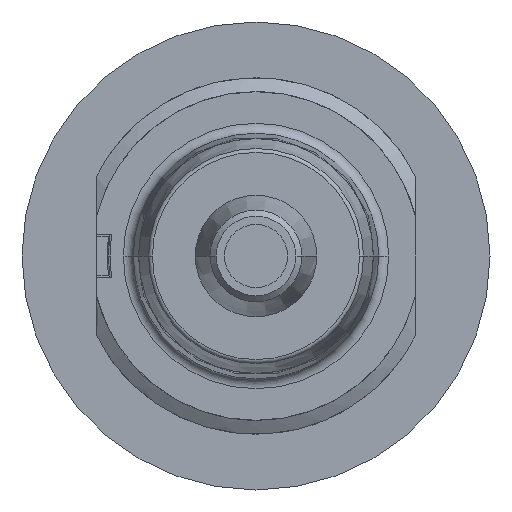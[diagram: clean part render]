
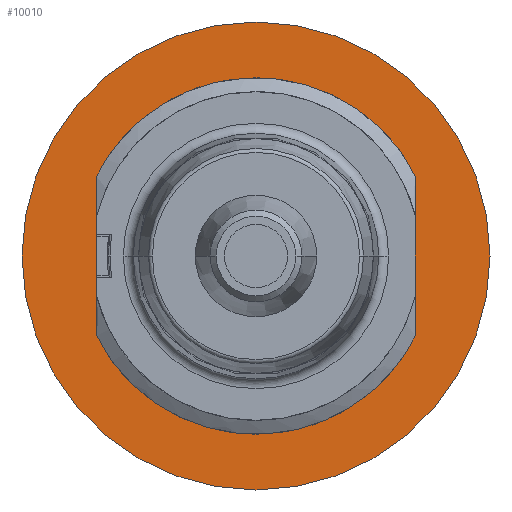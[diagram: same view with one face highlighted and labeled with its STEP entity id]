
A CAD part, front view. The second image highlights one B-rep face of the part: STEP entity #10010.
In plain terms, the highlighted planar face has unit normal (0, -1, 0).
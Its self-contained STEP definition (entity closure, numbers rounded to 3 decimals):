
#39=CARTESIAN_POINT('',(0.,-1.7,0.));
#40=DIRECTION('',(0.,-1.,0.));
#41=DIRECTION('',(-1.,0.,0.));
#42=AXIS2_PLACEMENT_3D('',#39,#40,#41);
#44=CARTESIAN_POINT('',(0.,-1.7,0.));
#45=DIRECTION('',(0.,1.,0.));
#46=DIRECTION('',(-1.,0.,0.));
#47=AXIS2_PLACEMENT_3D('',#44,#45,#46);
#49=DIRECTION('',(0.,0.,-1.));
#50=VECTOR('',#49,4.031);
#51=CARTESIAN_POINT('',(8.,-1.7,2.016));
#52=LINE('',#51,#50);
#53=DIRECTION('',(0.,0.,1.));
#54=VECTOR('',#53,4.031);
#55=CARTESIAN_POINT('',(-8.,-1.7,-2.016));
#56=LINE('',#55,#54);
#136=CARTESIAN_POINT('',(0.,-1.7,0.));
#137=DIRECTION('',(0.,1.,0.));
#138=DIRECTION('',(0.97,0.,-0.244));
#139=AXIS2_PLACEMENT_3D('',#136,#137,#138);
#5040=CARTESIAN_POINT('',(0.,-1.7,0.));
#5041=DIRECTION('',(0.,1.,0.));
#5042=DIRECTION('',(-0.97,0.,0.244));
#5043=AXIS2_PLACEMENT_3D('',#5040,#5041,#5042);
#9753=CARTESIAN_POINT('',(-11.75,-1.7,0.));
#9754=VERTEX_POINT('',#9753);
#9755=CARTESIAN_POINT('',(11.75,-1.7,0.));
#9756=VERTEX_POINT('',#9755);
#9758=CARTESIAN_POINT('',(8.,-1.7,-2.016));
#9759=CARTESIAN_POINT('',(-8.,-1.7,-2.016));
#9760=VERTEX_POINT('',#9758);
#9761=VERTEX_POINT('',#9759);
#9762=CARTESIAN_POINT('',(-8.,-1.7,2.016));
#9763=CARTESIAN_POINT('',(8.,-1.7,2.016));
#9764=VERTEX_POINT('',#9762);
#9765=VERTEX_POINT('',#9763);
#9991=CARTESIAN_POINT('',(0.,-1.7,0.));
#9992=DIRECTION('',(0.,-1.,0.));
#9993=DIRECTION('',(-1.,0.,0.));
#9994=AXIS2_PLACEMENT_3D('',#9991,#9992,#9993);
#9995=PLANE('',#9994);
#9996=ORIENTED_EDGE('',*,*,#9970,.F.);
#9997=ORIENTED_EDGE('',*,*,#9986,.T.);
#9998=EDGE_LOOP('',(#9996,#9997));
#9999=FACE_OUTER_BOUND('',#9998,.F.);
#10001=ORIENTED_EDGE('',*,*,#10000,.F.);
#10003=ORIENTED_EDGE('',*,*,#10002,.F.);
#10005=ORIENTED_EDGE('',*,*,#10004,.F.);
#10007=ORIENTED_EDGE('',*,*,#10006,.F.);
#10008=EDGE_LOOP('',(#10001,#10003,#10005,#10007));
#10009=FACE_BOUND('',#10008,.F.);
#10010=ADVANCED_FACE('',(#9999,#10009),#9995,.T.);
#43=CIRCLE('',#42,11.75);
#48=CIRCLE('',#47,11.75);
#140=CIRCLE('',#139,8.25);
#5044=CIRCLE('',#5043,8.25);
#9970=EDGE_CURVE('',#9754,#9756,#43,.T.);
#9986=EDGE_CURVE('',#9754,#9756,#48,.T.);
#10000=EDGE_CURVE('',#9760,#9761,#140,.T.);
#10002=EDGE_CURVE('',#9765,#9760,#52,.T.);
#10004=EDGE_CURVE('',#9764,#9765,#5044,.T.);
#10006=EDGE_CURVE('',#9761,#9764,#56,.T.);
